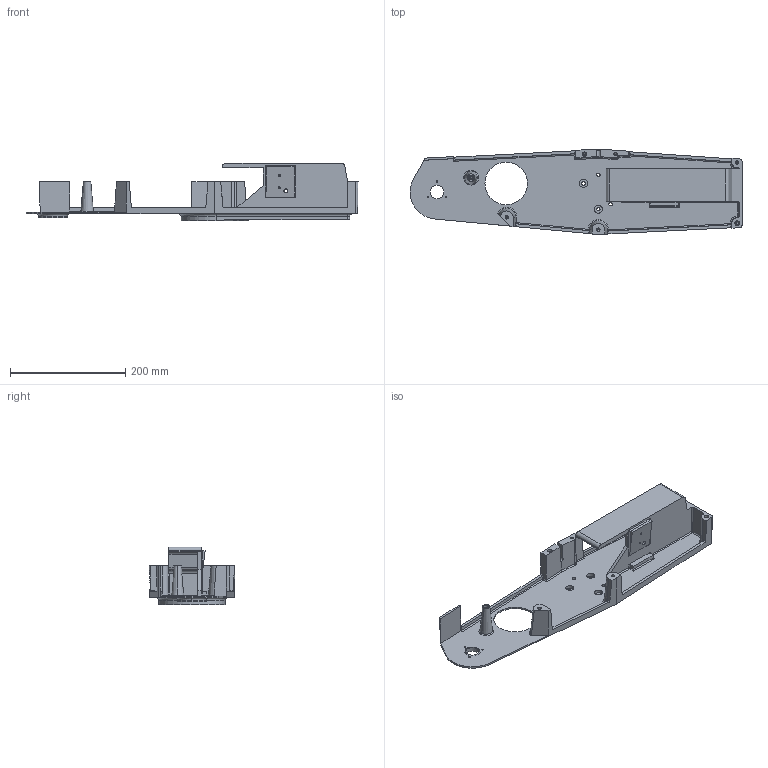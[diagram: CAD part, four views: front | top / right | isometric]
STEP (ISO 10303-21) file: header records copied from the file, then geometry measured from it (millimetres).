
FILE_DESCRIPTION (( 'STEP AP203' ), '1' );
FILE_NAME ('BrasGauche_Défaut_sldprt.STEP', '2017-12-12T20:31:45', ( '' ), ( '' ), 'SwSTEP 2.0', 'SolidWorks 2016', '' );
FILE_SCHEMA (( 'CONFIG_CONTROL_DESIGN' ));
Length unit declared in the file: millimetre
Products named in the file (1): BrasGauche_Défaut_sldprt
Bounding box: 576.57 x 148.84 x 100 mm (x, y, z)
Volume: 916811 mm3; surface area: 266057.8 mm2
Topology: 1 solids, 1 shells, 270 faces, 672 edges, 413 vertices
Faces by surface type: cylinder 124, plane 85, cone 31, torus 16, sphere 12, bspline 2
Entity records: 8108 total; most frequent: CARTESIAN_POINT 1598, DIRECTION 1395, ORIENTED_EDGE 1310, EDGE_CURVE 655, AXIS2_PLACEMENT_3D 530, VERTEX_POINT 413, VECTOR 335, LINE 335
